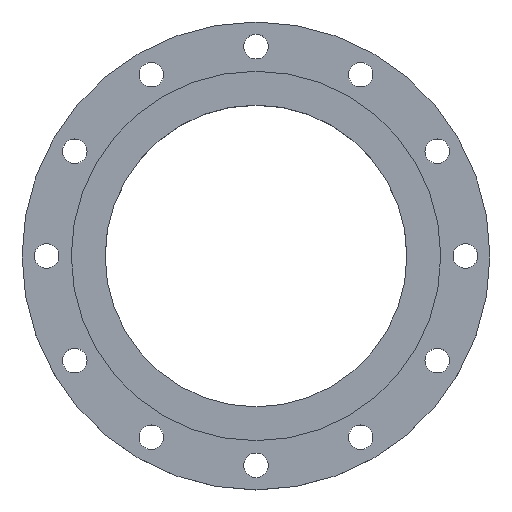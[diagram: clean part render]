
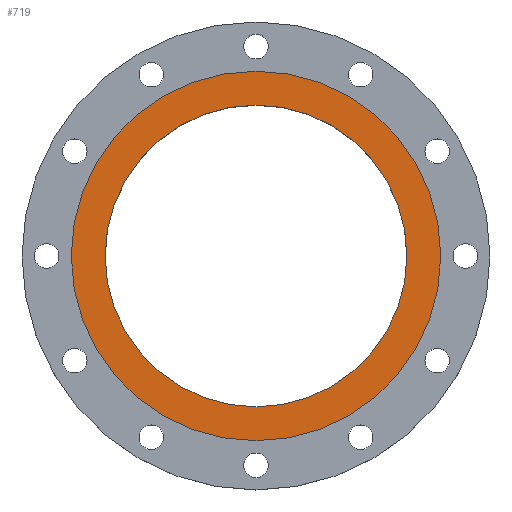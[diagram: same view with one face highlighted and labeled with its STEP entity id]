
A CAD part, top view. The second image highlights one B-rep face of the part: STEP entity #719.
In plain terms, the highlighted planar face has unit normal (0, 0, 1).
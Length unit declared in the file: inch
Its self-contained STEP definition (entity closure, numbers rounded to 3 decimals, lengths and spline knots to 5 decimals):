
#13 = ORIENTED_EDGE ( 'NONE', *, *, #801, .F. ) ;
#91 = DIRECTION ( 'NONE',  ( 0., 0., 1. ) ) ;
#202 = CARTESIAN_POINT ( 'NONE',  ( 0., 0., 0. ) ) ;
#219 = EDGE_LOOP ( 'NONE', ( #1022, #324 ) ) ;
#231 = VERTEX_POINT ( 'NONE', #630 ) ;
#322 = ORIENTED_EDGE ( 'NONE', *, *, #342, .F. ) ;
#324 = ORIENTED_EDGE ( 'NONE', *, *, #1289, .T. ) ;
#335 = DIRECTION ( 'NONE',  ( 1., 0., 0. ) ) ;
#342 = EDGE_CURVE ( 'NONE', #1203, #231, #1073, .T. ) ;
#417 = AXIS2_PLACEMENT_3D ( 'NONE', #776, #1112, #335 ) ;
#419 = AXIS2_PLACEMENT_3D ( 'NONE', #1283, #709, #927 ) ;
#494 = CIRCLE ( 'NONE', #419, 7.5 ) ;
#537 = DIRECTION ( 'NONE',  ( 1., 0., 0. ) ) ;
#630 = CARTESIAN_POINT ( 'NONE',  ( 6.125, 0., 0. ) ) ;
#639 = AXIS2_PLACEMENT_3D ( 'NONE', #1032, #1216, #793 ) ;
#657 = FACE_BOUND ( 'NONE', #1096, .T. ) ;
#660 = AXIS2_PLACEMENT_3D ( 'NONE', #959, #1070, #1097 ) ;
#677 = CARTESIAN_POINT ( 'NONE',  ( -7.5, 0., 0. ) ) ;
#692 = VERTEX_POINT ( 'NONE', #855 ) ;
#709 = DIRECTION ( 'NONE',  ( 0., 0., 1. ) ) ;
#719 = ADVANCED_FACE ( 'NONE', ( #657, #1410 ), #861, .F. ) ;
#768 = EDGE_CURVE ( 'NONE', #692, #848, #986, .T. ) ;
#776 = CARTESIAN_POINT ( 'NONE',  ( 0., 0., 0. ) ) ;
#793 = DIRECTION ( 'NONE',  ( 1., 0., 0. ) ) ;
#801 = EDGE_CURVE ( 'NONE', #231, #1203, #1193, .T. ) ;
#805 = CARTESIAN_POINT ( 'NONE',  ( -6.125, 0., 0. ) ) ;
#848 = VERTEX_POINT ( 'NONE', #677 ) ;
#855 = CARTESIAN_POINT ( 'NONE',  ( 7.5, 0., 0. ) ) ;
#861 = PLANE ( 'NONE',  #660 ) ;
#927 = DIRECTION ( 'NONE',  ( 1., 0., 0. ) ) ;
#959 = CARTESIAN_POINT ( 'NONE',  ( 0., 6.125, 0. ) ) ;
#986 = CIRCLE ( 'NONE', #417, 7.5 ) ;
#1022 = ORIENTED_EDGE ( 'NONE', *, *, #768, .T. ) ;
#1032 = CARTESIAN_POINT ( 'NONE',  ( 0., 0., 0. ) ) ;
#1054 = AXIS2_PLACEMENT_3D ( 'NONE', #202, #91, #537 ) ;
#1070 = DIRECTION ( 'NONE',  ( 0., 0., -1. ) ) ;
#1073 = CIRCLE ( 'NONE', #1054, 6.125 ) ;
#1096 = EDGE_LOOP ( 'NONE', ( #13, #322 ) ) ;
#1097 = DIRECTION ( 'NONE',  ( -1., 0., 0. ) ) ;
#1112 = DIRECTION ( 'NONE',  ( 0., 0., 1. ) ) ;
#1193 = CIRCLE ( 'NONE', #639, 6.125 ) ;
#1203 = VERTEX_POINT ( 'NONE', #805 ) ;
#1216 = DIRECTION ( 'NONE',  ( 0., 0., 1. ) ) ;
#1283 = CARTESIAN_POINT ( 'NONE',  ( 0., 0., 0. ) ) ;
#1289 = EDGE_CURVE ( 'NONE', #848, #692, #494, .T. ) ;
#1410 = FACE_OUTER_BOUND ( 'NONE', #219, .T. ) ;
